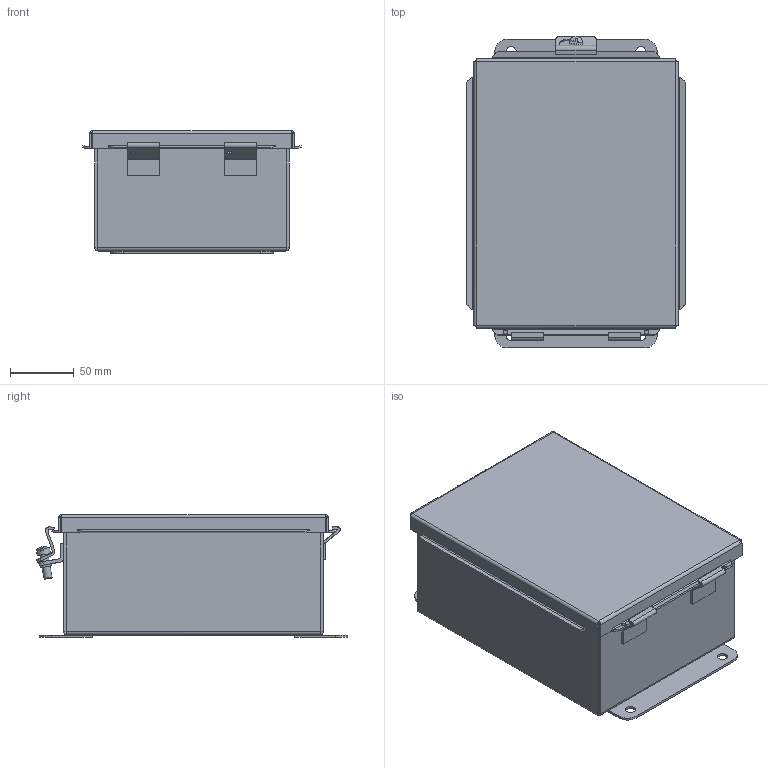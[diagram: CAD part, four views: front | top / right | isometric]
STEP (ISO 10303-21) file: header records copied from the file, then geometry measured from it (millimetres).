
FILE_DESCRIPTION((''),'2;1');
FILE_NAME('B080603.iam.stp','2012-02-02T09:17:00',(''),(''),'Autodesk Inventor 2012','Autodesk Inventor 2012','');
FILE_SCHEMA(('AUTOMOTIVE_DESIGN { 1 0 10303 214 1 1 1 1 }'));
Length unit declared in the file: inch
Products named in the file (11): B080603; 3499; 3482; C1001; H4050550; C1002; 372134; B080603BKP; 316162; 38811; B0806LID
Assembly tree (16 placements, depth 2):
  B080603
    3499  x4
    3482  x2
    C1001
    H4050550  x2
    C1002
    372134
    B080603BKP
    316162  x2
    38811
    B0806LID
Bounding box: 171.18 x 243.67 x 96.19 mm (x, y, z)
Volume: 333755.2 mm3; surface area: 349273.1 mm2
Topology: 16 solids, 16 shells, 369 faces, 842 edges, 512 vertices
Faces by surface type: plane 245, cylinder 82, bspline 36, sphere 2, cone 2, torus 2
Full cylindrical faces by diameter (mm): 3.175 x2, 3.556 x2, 3.962 x4, 4.826 x1, 4.978 x1, 6.35 x2, 7.62 x4, 7.874 x4, 8.738 x1, 10.402 x1, 15.875 x4
Entity records: 9179 total; most frequent: CARTESIAN_POINT 2166, DIRECTION 1308, ORIENTED_EDGE 1292, EDGE_CURVE 646, VECTOR 498, LINE 498, AXIS2_PLACEMENT_3D 405, VERTEX_POINT 394
